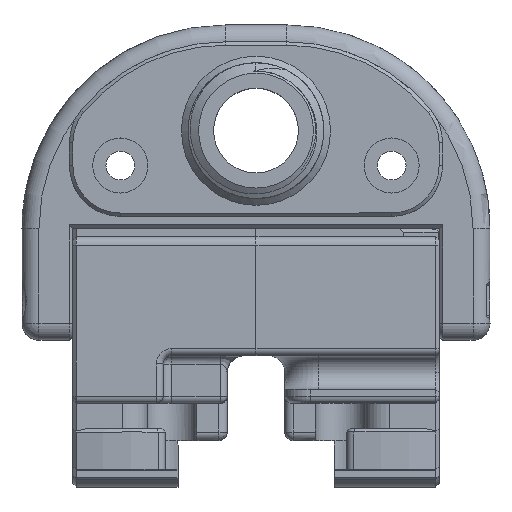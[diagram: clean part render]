
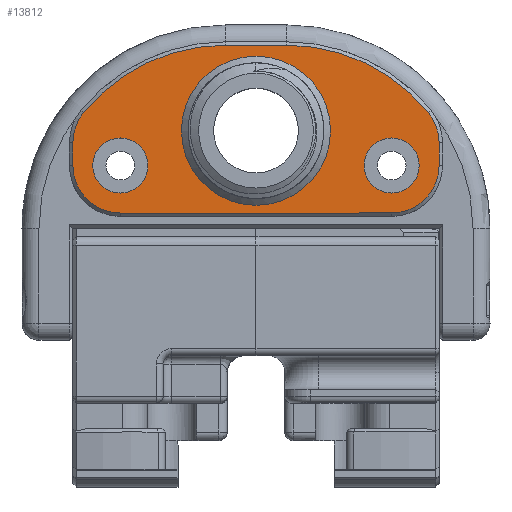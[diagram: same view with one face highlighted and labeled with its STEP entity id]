
A CAD part, top view. The second image highlights one B-rep face of the part: STEP entity #13812.
In plain terms, the highlighted planar face has unit normal (0, 0, 1).
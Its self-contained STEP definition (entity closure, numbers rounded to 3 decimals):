
#514=FACE_BOUND('',#2593,.T.);
#515=FACE_BOUND('',#2594,.T.);
#516=FACE_BOUND('',#2595,.T.);
#878=PLANE('',#14995);
#1789=FACE_OUTER_BOUND('',#2592,.T.);
#2592=EDGE_LOOP('',(#12263,#12264,#12265,#12266,#12267,#12268,#12269,#12270,
#12271,#12272));
#2593=EDGE_LOOP('',(#12273));
#2594=EDGE_LOOP('',(#12274));
#2595=EDGE_LOOP('',(#12275));
#3845=LINE('',#25338,#5107);
#3846=LINE('',#25342,#5108);
#3847=LINE('',#25348,#5109);
#3848=LINE('',#25353,#5110);
#5107=VECTOR('',#18307,10.);
#5108=VECTOR('',#18310,10.);
#5109=VECTOR('',#18315,10.);
#5110=VECTOR('',#18320,10.);
#5640=CIRCLE('',#14976,3.25);
#5643=CIRCLE('',#14981,3.25);
#5650=CIRCLE('',#14993,8.793);
#5652=CIRCLE('',#14996,5.6);
#5653=CIRCLE('',#14997,5.6);
#5654=CIRCLE('',#14998,5.6);
#5655=CIRCLE('',#14999,21.6);
#5656=CIRCLE('',#15000,21.6);
#5657=CIRCLE('',#15001,5.6);
#6783=VERTEX_POINT('',#24396);
#6786=VERTEX_POINT('',#24405);
#6795=VERTEX_POINT('',#25316);
#6797=VERTEX_POINT('',#25334);
#6798=VERTEX_POINT('',#25335);
#6799=VERTEX_POINT('',#25337);
#6800=VERTEX_POINT('',#25339);
#6801=VERTEX_POINT('',#25341);
#6802=VERTEX_POINT('',#25343);
#6803=VERTEX_POINT('',#25345);
#6804=VERTEX_POINT('',#25347);
#6805=VERTEX_POINT('',#25349);
#6806=VERTEX_POINT('',#25351);
#8629=EDGE_CURVE('',#6783,#6783,#5640,.T.);
#8633=EDGE_CURVE('',#6786,#6786,#5643,.T.);
#8650=EDGE_CURVE('',#6795,#6795,#5650,.T.);
#8653=EDGE_CURVE('',#6797,#6798,#5652,.T.);
#8654=EDGE_CURVE('',#6799,#6797,#3845,.T.);
#8655=EDGE_CURVE('',#6800,#6799,#5653,.T.);
#8656=EDGE_CURVE('',#6801,#6800,#3846,.T.);
#8657=EDGE_CURVE('',#6802,#6801,#5654,.T.);
#8658=EDGE_CURVE('',#6803,#6802,#5655,.T.);
#8659=EDGE_CURVE('',#6804,#6803,#3847,.T.);
#8660=EDGE_CURVE('',#6805,#6804,#5656,.T.);
#8661=EDGE_CURVE('',#6806,#6805,#5657,.T.);
#8662=EDGE_CURVE('',#6798,#6806,#3848,.T.);
#12263=ORIENTED_EDGE('',*,*,#8653,.F.);
#12264=ORIENTED_EDGE('',*,*,#8654,.F.);
#12265=ORIENTED_EDGE('',*,*,#8655,.F.);
#12266=ORIENTED_EDGE('',*,*,#8656,.F.);
#12267=ORIENTED_EDGE('',*,*,#8657,.F.);
#12268=ORIENTED_EDGE('',*,*,#8658,.F.);
#12269=ORIENTED_EDGE('',*,*,#8659,.F.);
#12270=ORIENTED_EDGE('',*,*,#8660,.F.);
#12271=ORIENTED_EDGE('',*,*,#8661,.F.);
#12272=ORIENTED_EDGE('',*,*,#8662,.F.);
#12273=ORIENTED_EDGE('',*,*,#8629,.T.);
#12274=ORIENTED_EDGE('',*,*,#8633,.T.);
#12275=ORIENTED_EDGE('',*,*,#8650,.F.);
#13812=ADVANCED_FACE('',(#1789,#514,#515,#516),#878,.T.);
#14976=AXIS2_PLACEMENT_3D('',#24397,#18260,#18261);
#14981=AXIS2_PLACEMENT_3D('',#24406,#18271,#18272);
#14993=AXIS2_PLACEMENT_3D('',#25318,#18299,#18300);
#14995=AXIS2_PLACEMENT_3D('',#25333,#18303,#18304);
#14996=AXIS2_PLACEMENT_3D('',#25336,#18305,#18306);
#14997=AXIS2_PLACEMENT_3D('',#25340,#18308,#18309);
#14998=AXIS2_PLACEMENT_3D('',#25344,#18311,#18312);
#14999=AXIS2_PLACEMENT_3D('',#25346,#18313,#18314);
#15000=AXIS2_PLACEMENT_3D('',#25350,#18316,#18317);
#15001=AXIS2_PLACEMENT_3D('',#25352,#18318,#18319);
#18260=DIRECTION('center_axis',(0.,0.,
-1.));
#18261=DIRECTION('ref_axis',(1.,0.,0.));
#18271=DIRECTION('center_axis',(0.,0.,
-1.));
#18272=DIRECTION('ref_axis',(1.,0.,0.));
#18299=DIRECTION('center_axis',(0.,0.,
1.));
#18300=DIRECTION('ref_axis',(-1.,0.,0.));
#18303=DIRECTION('center_axis',(0.,0.,
1.));
#18304=DIRECTION('ref_axis',(1.,0.,0.));
#18305=DIRECTION('center_axis',(0.,0.,
-1.));
#18306=DIRECTION('ref_axis',(0.707,0.707,0.));
#18307=DIRECTION('',(1.,0.,0.));
#18308=DIRECTION('center_axis',(0.,0.,
-1.));
#18309=DIRECTION('ref_axis',(-0.707,0.707,0.));
#18310=DIRECTION('',(0.,1.,0.));
#18311=DIRECTION('center_axis',(0.,0.,
-1.));
#18312=DIRECTION('ref_axis',(-0.942,-0.335,0.));
#18313=DIRECTION('center_axis',(0.,0.,
-1.));
#18314=DIRECTION('ref_axis',(-0.707,-0.707,0.));
#18315=DIRECTION('',(-1.,0.,0.));
#18316=DIRECTION('center_axis',(0.,0.,
-1.));
#18317=DIRECTION('ref_axis',(0.707,-0.707,0.));
#18318=DIRECTION('center_axis',(0.,0.,
-1.));
#18319=DIRECTION('ref_axis',(0.942,-0.335,0.));
#18320=DIRECTION('',(0.,-1.,0.));
#24396=CARTESIAN_POINT('',(-163.615,70.135,24.196));
#24397=CARTESIAN_POINT('Origin',(-160.365,70.135,24.196));
#24405=CARTESIAN_POINT('',(-131.616,70.135,24.196));
#24406=CARTESIAN_POINT('Origin',(-128.366,70.135,24.196));
#25316=CARTESIAN_POINT('',(-135.574,66.037,24.196));
#25318=CARTESIAN_POINT('Origin',(-144.366,66.037,24.196));
#25333=CARTESIAN_POINT('Origin',(-144.367,72.137,24.196));
#25334=CARTESIAN_POINT('',(-128.366,75.735,24.196));
#25335=CARTESIAN_POINT('',(-122.766,70.135,24.196));
#25336=CARTESIAN_POINT('Origin',(-128.366,70.135,24.196));
#25337=CARTESIAN_POINT('',(-160.365,75.735,24.196));
#25338=CARTESIAN_POINT('',(-133.367,75.735,24.196));
#25339=CARTESIAN_POINT('',(-165.965,70.135,24.196));
#25340=CARTESIAN_POINT('Origin',(-160.365,70.135,24.196));
#25341=CARTESIAN_POINT('',(-165.965,67.427,24.196));
#25342=CARTESIAN_POINT('',(-165.965,74.838,24.196));
#25343=CARTESIAN_POINT('',(-164.705,63.888,24.196));
#25344=CARTESIAN_POINT('Origin',(-160.365,67.427,24.196));
#25345=CARTESIAN_POINT('',(-147.966,55.94,24.196));
#25346=CARTESIAN_POINT('Origin',(-147.966,77.54,24.196));
#25347=CARTESIAN_POINT('',(-140.768,55.94,24.196));
#25348=CARTESIAN_POINT('',(-146.167,55.94,24.196));
#25349=CARTESIAN_POINT('',(-124.025,63.893,24.196));
#25350=CARTESIAN_POINT('Origin',(-140.768,77.54,24.196));
#25351=CARTESIAN_POINT('',(-122.766,67.431,24.196));
#25352=CARTESIAN_POINT('Origin',(-128.366,67.431,24.196));
#25353=CARTESIAN_POINT('',(-122.766,74.838,24.196));
